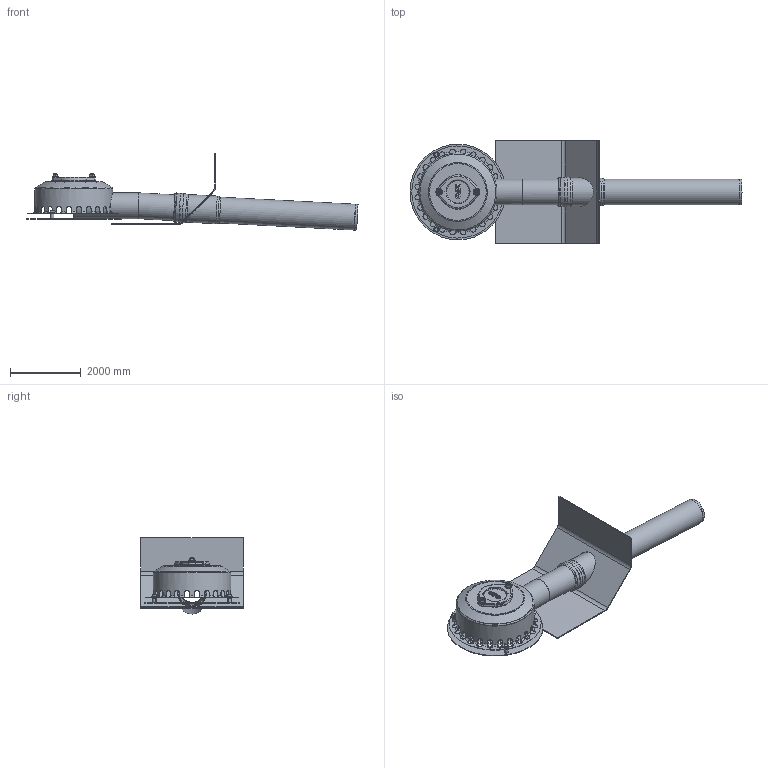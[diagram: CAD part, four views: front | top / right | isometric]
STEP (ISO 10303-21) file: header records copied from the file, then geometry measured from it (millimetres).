
FILE_DESCRIPTION(/* description */ (''),/* implementation_level */ '2;1');
FILE_NAME(/* name */ '01347.070X_3D.stp',/* time_stamp */ '2024-12-11T13:25:08+01:00',/* author */ ('CAD'),/* organization */ (''),/* preprocessor_version */ 'ST-DEVELOPER v20',/* originating_system */ 'AutoCAD Mechanical',/* authorisation */ '');
FILE_SCHEMA (('AUTOMOTIVE_DESIGN { 1 0 10303 214 3 1 1 }'));
Products named in the file (2): Product; *S0
Assembly tree (1 placements, depth 2):
  Product
    *S0
Bounding box: 9368.78 x 2900 x 2149.08 mm (x, y, z)
Volume: 828899705.6 mm3; surface area: 98753189.4 mm2
Topology: 16 solids, 16 shells, 1943 faces, 5765 edges, 3807 vertices
Faces by surface type: plane 1577, cylinder 122, cone 109, torus 103, bspline 26, sphere 6
Full cylindrical faces by diameter (mm): 66.47 x2, 80 x4, 100 x4, 700 x2, 706 x3, 730 x3, 731.5 x1, 740 x1, 758 x1, 782 x1, 808 x2, 832 x1, 920 x1, 2180 x1, 2200 x1, 2700 x1
Entity records: 71145 total; most frequent: CARTESIAN_POINT 17968, ORIENTED_EDGE 11508, DIRECTION 9776, EDGE_CURVE 5754, LINE 4752, VECTOR 4752, VERTEX_POINT 3805, EDGE_LOOP 2687
